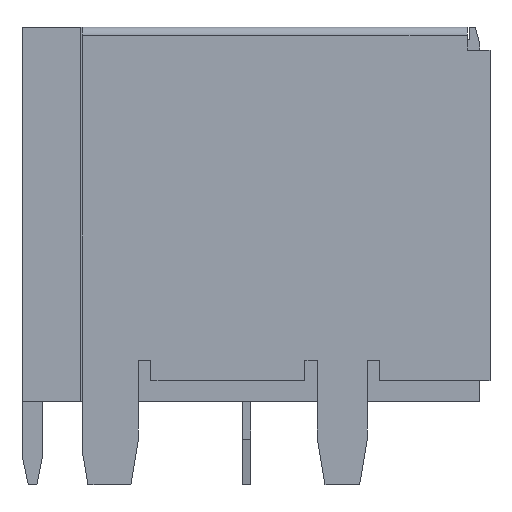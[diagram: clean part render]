
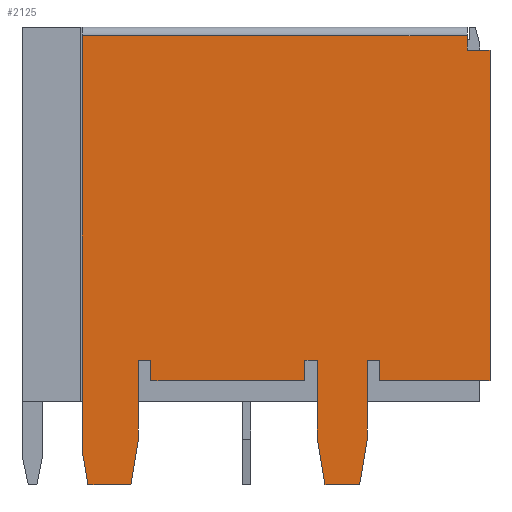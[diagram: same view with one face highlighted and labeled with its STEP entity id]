
A CAD part, left-side view. The second image highlights one B-rep face of the part: STEP entity #2125.
In plain terms, the highlighted planar face has unit normal (-1, 0, 0).
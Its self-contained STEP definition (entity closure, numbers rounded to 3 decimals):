
#2125 = ADVANCED_FACE('',(#2126),#2328,.F.);
#2126 = FACE_BOUND('',#2127,.F.);
#2127 = EDGE_LOOP('',(#2128,#2138,#2146,#2154,#2162,#2170,#2178,#2186,
    #2194,#2202,#2210,#2218,#2226,#2234,#2242,#2250,#2258,#2266,#2274,
    #2282,#2290,#2298,#2306,#2314,#2322));
#2128 = ORIENTED_EDGE('',*,*,#2129,.F.);
#2129 = EDGE_CURVE('',#2130,#2132,#2134,.T.);
#2130 = VERTEX_POINT('',#2131);
#2131 = CARTESIAN_POINT('',(-4.5,-5.75,0.5));
#2132 = VERTEX_POINT('',#2133);
#2133 = CARTESIAN_POINT('',(-4.5,-5.75,8.45));
#2134 = LINE('',#2135,#2136);
#2135 = CARTESIAN_POINT('',(-4.5,-5.75,-2.));
#2136 = VECTOR('',#2137,1.);
#2137 = DIRECTION('',(0.,0.,1.));
#2138 = ORIENTED_EDGE('',*,*,#2139,.T.);
#2139 = EDGE_CURVE('',#2130,#2140,#2142,.T.);
#2140 = VERTEX_POINT('',#2141);
#2141 = CARTESIAN_POINT('',(-4.5,-3.1,0.5));
#2142 = LINE('',#2143,#2144);
#2143 = CARTESIAN_POINT('',(-4.5,-5.975,0.5));
#2144 = VECTOR('',#2145,1.);
#2145 = DIRECTION('',(0.,1.,0.));
#2146 = ORIENTED_EDGE('',*,*,#2147,.F.);
#2147 = EDGE_CURVE('',#2148,#2140,#2150,.T.);
#2148 = VERTEX_POINT('',#2149);
#2149 = CARTESIAN_POINT('',(-4.5,-3.1,1.));
#2150 = LINE('',#2151,#2152);
#2151 = CARTESIAN_POINT('',(-4.5,-3.1,-0.5));
#2152 = VECTOR('',#2153,1.);
#2153 = DIRECTION('',(0.,0.,-1.));
#2154 = ORIENTED_EDGE('',*,*,#2155,.F.);
#2155 = EDGE_CURVE('',#2156,#2148,#2158,.T.);
#2156 = VERTEX_POINT('',#2157);
#2157 = CARTESIAN_POINT('',(-4.5,-2.8,1.));
#2158 = LINE('',#2159,#2160);
#2159 = CARTESIAN_POINT('',(-4.5,-4.275,1.));
#2160 = VECTOR('',#2161,1.);
#2161 = DIRECTION('',(0.,-1.,0.));
#2162 = ORIENTED_EDGE('',*,*,#2163,.F.);
#2163 = EDGE_CURVE('',#2164,#2156,#2166,.T.);
#2164 = VERTEX_POINT('',#2165);
#2165 = CARTESIAN_POINT('',(-4.5,-2.8,0.5));
#2166 = LINE('',#2167,#2168);
#2167 = CARTESIAN_POINT('',(-4.5,-2.8,-0.75));
#2168 = VECTOR('',#2169,1.);
#2169 = DIRECTION('',(0.,0.,1.));
#2170 = ORIENTED_EDGE('',*,*,#2171,.T.);
#2171 = EDGE_CURVE('',#2164,#2172,#2174,.T.);
#2172 = VERTEX_POINT('',#2173);
#2173 = CARTESIAN_POINT('',(-4.5,-2.8,-0.9));
#2174 = LINE('',#2175,#2176);
#2175 = CARTESIAN_POINT('',(-4.5,-2.8,-0.75));
#2176 = VECTOR('',#2177,1.);
#2177 = DIRECTION('',(0.,0.,-1.));
#2178 = ORIENTED_EDGE('',*,*,#2179,.T.);
#2179 = EDGE_CURVE('',#2172,#2180,#2182,.T.);
#2180 = VERTEX_POINT('',#2181);
#2181 = CARTESIAN_POINT('',(-4.5,-2.617,-2.));
#2182 = LINE('',#2183,#2184);
#2183 = CARTESIAN_POINT('',(-4.5,-2.751,-1.196));
#2184 = VECTOR('',#2185,1.);
#2185 = DIRECTION('',(0.,0.164,-0.986));
#2186 = ORIENTED_EDGE('',*,*,#2187,.T.);
#2187 = EDGE_CURVE('',#2180,#2188,#2190,.T.);
#2188 = VERTEX_POINT('',#2189);
#2189 = CARTESIAN_POINT('',(-4.5,-1.783,-2.));
#2190 = LINE('',#2191,#2192);
#2191 = CARTESIAN_POINT('',(-4.5,-5.75,-2.));
#2192 = VECTOR('',#2193,1.);
#2193 = DIRECTION('',(0.,1.,0.));
#2194 = ORIENTED_EDGE('',*,*,#2195,.T.);
#2195 = EDGE_CURVE('',#2188,#2196,#2198,.T.);
#2196 = VERTEX_POINT('',#2197);
#2197 = CARTESIAN_POINT('',(-4.5,-1.6,-0.9));
#2198 = LINE('',#2199,#2200);
#2199 = CARTESIAN_POINT('',(-4.5,-1.845,-2.372));
#2200 = VECTOR('',#2201,1.);
#2201 = DIRECTION('',(0.,0.164,0.986));
#2202 = ORIENTED_EDGE('',*,*,#2203,.T.);
#2203 = EDGE_CURVE('',#2196,#2204,#2206,.T.);
#2204 = VERTEX_POINT('',#2205);
#2205 = CARTESIAN_POINT('',(-4.5,-1.6,0.5));
#2206 = LINE('',#2207,#2208);
#2207 = CARTESIAN_POINT('',(-4.5,-1.6,-1.45));
#2208 = VECTOR('',#2209,1.);
#2209 = DIRECTION('',(0.,0.,1.));
#2210 = ORIENTED_EDGE('',*,*,#2211,.F.);
#2211 = EDGE_CURVE('',#2212,#2204,#2214,.T.);
#2212 = VERTEX_POINT('',#2213);
#2213 = CARTESIAN_POINT('',(-4.5,-1.6,1.));
#2214 = LINE('',#2215,#2216);
#2215 = CARTESIAN_POINT('',(-4.5,-1.6,-0.5));
#2216 = VECTOR('',#2217,1.);
#2217 = DIRECTION('',(0.,0.,-1.));
#2218 = ORIENTED_EDGE('',*,*,#2219,.F.);
#2219 = EDGE_CURVE('',#2220,#2212,#2222,.T.);
#2220 = VERTEX_POINT('',#2221);
#2221 = CARTESIAN_POINT('',(-4.5,-1.3,1.));
#2222 = LINE('',#2223,#2224);
#2223 = CARTESIAN_POINT('',(-4.5,-3.525,1.));
#2224 = VECTOR('',#2225,1.);
#2225 = DIRECTION('',(0.,-1.,0.));
#2226 = ORIENTED_EDGE('',*,*,#2227,.F.);
#2227 = EDGE_CURVE('',#2228,#2220,#2230,.T.);
#2228 = VERTEX_POINT('',#2229);
#2229 = CARTESIAN_POINT('',(-4.5,-1.3,0.5));
#2230 = LINE('',#2231,#2232);
#2231 = CARTESIAN_POINT('',(-4.5,-1.3,-0.75));
#2232 = VECTOR('',#2233,1.);
#2233 = DIRECTION('',(0.,0.,1.));
#2234 = ORIENTED_EDGE('',*,*,#2235,.F.);
#2235 = EDGE_CURVE('',#2236,#2228,#2238,.T.);
#2236 = VERTEX_POINT('',#2237);
#2237 = CARTESIAN_POINT('',(-4.5,2.4,0.5));
#2238 = LINE('',#2239,#2240);
#2239 = CARTESIAN_POINT('',(-4.5,-1.675,0.5));
#2240 = VECTOR('',#2241,1.);
#2241 = DIRECTION('',(0.,-1.,0.));
#2242 = ORIENTED_EDGE('',*,*,#2243,.T.);
#2243 = EDGE_CURVE('',#2236,#2244,#2246,.T.);
#2244 = VERTEX_POINT('',#2245);
#2245 = CARTESIAN_POINT('',(-4.5,2.4,1.));
#2246 = LINE('',#2247,#2248);
#2247 = CARTESIAN_POINT('',(-4.5,2.4,-0.75));
#2248 = VECTOR('',#2249,1.);
#2249 = DIRECTION('',(0.,0.,1.));
#2250 = ORIENTED_EDGE('',*,*,#2251,.T.);
#2251 = EDGE_CURVE('',#2244,#2252,#2254,.T.);
#2252 = VERTEX_POINT('',#2253);
#2253 = CARTESIAN_POINT('',(-4.5,2.7,1.));
#2254 = LINE('',#2255,#2256);
#2255 = CARTESIAN_POINT('',(-4.5,-1.675,1.));
#2256 = VECTOR('',#2257,1.);
#2257 = DIRECTION('',(0.,1.,0.));
#2258 = ORIENTED_EDGE('',*,*,#2259,.T.);
#2259 = EDGE_CURVE('',#2252,#2260,#2262,.T.);
#2260 = VERTEX_POINT('',#2261);
#2261 = CARTESIAN_POINT('',(-4.5,2.7,0.5));
#2262 = LINE('',#2263,#2264);
#2263 = CARTESIAN_POINT('',(-4.5,2.7,-0.5));
#2264 = VECTOR('',#2265,1.);
#2265 = DIRECTION('',(0.,0.,-1.));
#2266 = ORIENTED_EDGE('',*,*,#2267,.F.);
#2267 = EDGE_CURVE('',#2268,#2260,#2270,.T.);
#2268 = VERTEX_POINT('',#2269);
#2269 = CARTESIAN_POINT('',(-4.5,2.7,-0.9));
#2270 = LINE('',#2271,#2272);
#2271 = CARTESIAN_POINT('',(-4.5,2.7,-1.45));
#2272 = VECTOR('',#2273,1.);
#2273 = DIRECTION('',(0.,0.,1.));
#2274 = ORIENTED_EDGE('',*,*,#2275,.T.);
#2275 = EDGE_CURVE('',#2268,#2276,#2278,.T.);
#2276 = VERTEX_POINT('',#2277);
#2277 = CARTESIAN_POINT('',(-4.5,2.883,-2.));
#2278 = LINE('',#2279,#2280);
#2279 = CARTESIAN_POINT('',(-4.5,2.675,-0.75));
#2280 = VECTOR('',#2281,1.);
#2281 = DIRECTION('',(0.,0.164,-0.986));
#2282 = ORIENTED_EDGE('',*,*,#2283,.T.);
#2283 = EDGE_CURVE('',#2276,#2284,#2286,.T.);
#2284 = VERTEX_POINT('',#2285);
#2285 = CARTESIAN_POINT('',(-4.5,3.917,-2.));
#2286 = LINE('',#2287,#2288);
#2287 = CARTESIAN_POINT('',(-4.5,-5.75,-2.));
#2288 = VECTOR('',#2289,1.);
#2289 = DIRECTION('',(0.,1.,0.));
#2290 = ORIENTED_EDGE('',*,*,#2291,.F.);
#2291 = EDGE_CURVE('',#2292,#2284,#2294,.T.);
#2292 = VERTEX_POINT('',#2293);
#2293 = CARTESIAN_POINT('',(-4.5,4.05,-1.2));
#2294 = LINE('',#2295,#2296);
#2295 = CARTESIAN_POINT('',(-4.5,3.878,-2.234));
#2296 = VECTOR('',#2297,1.);
#2297 = DIRECTION('',(0.,-0.164,-0.986));
#2298 = ORIENTED_EDGE('',*,*,#2299,.T.);
#2299 = EDGE_CURVE('',#2292,#2300,#2302,.T.);
#2300 = VERTEX_POINT('',#2301);
#2301 = CARTESIAN_POINT('',(-4.5,4.05,8.8));
#2302 = LINE('',#2303,#2304);
#2303 = CARTESIAN_POINT('',(-4.5,4.05,-2.));
#2304 = VECTOR('',#2305,1.);
#2305 = DIRECTION('',(0.,0.,1.));
#2306 = ORIENTED_EDGE('',*,*,#2307,.F.);
#2307 = EDGE_CURVE('',#2308,#2300,#2310,.T.);
#2308 = VERTEX_POINT('',#2309);
#2309 = CARTESIAN_POINT('',(-4.5,-5.2,8.8));
#2310 = LINE('',#2311,#2312);
#2311 = CARTESIAN_POINT('',(-4.5,-5.25,8.8));
#2312 = VECTOR('',#2313,1.);
#2313 = DIRECTION('',(0.,1.,0.));
#2314 = ORIENTED_EDGE('',*,*,#2315,.F.);
#2315 = EDGE_CURVE('',#2316,#2308,#2318,.T.);
#2316 = VERTEX_POINT('',#2317);
#2317 = CARTESIAN_POINT('',(-4.5,-5.2,8.45));
#2318 = LINE('',#2319,#2320);
#2319 = CARTESIAN_POINT('',(-4.5,-5.2,3.225));
#2320 = VECTOR('',#2321,1.);
#2321 = DIRECTION('',(0.,0.,1.));
#2322 = ORIENTED_EDGE('',*,*,#2323,.T.);
#2323 = EDGE_CURVE('',#2316,#2132,#2324,.T.);
#2324 = LINE('',#2325,#2326);
#2325 = CARTESIAN_POINT('',(-4.5,-5.75,8.45));
#2326 = VECTOR('',#2327,1.);
#2327 = DIRECTION('',(0.,-1.,0.));
#2328 = PLANE('',#2329);
#2329 = AXIS2_PLACEMENT_3D('',#2330,#2331,#2332);
#2330 = CARTESIAN_POINT('',(-4.5,-5.75,-2.));
#2331 = DIRECTION('',(1.,0.,0.));
#2332 = DIRECTION('',(0.,0.,1.));
